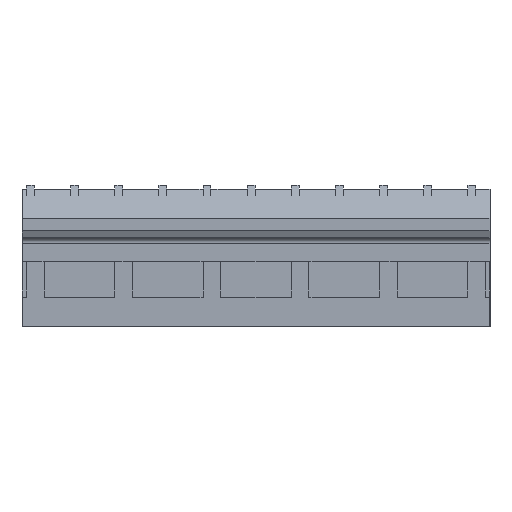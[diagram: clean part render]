
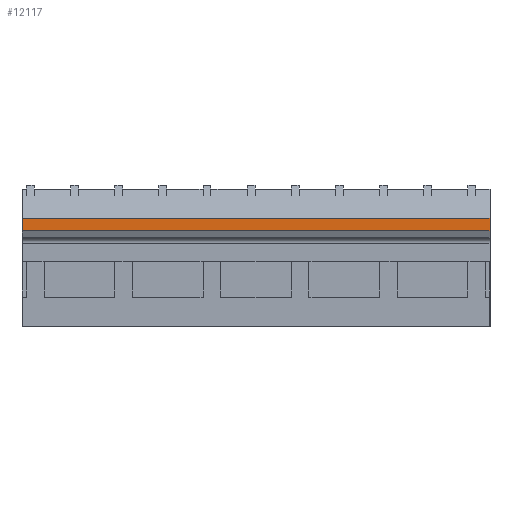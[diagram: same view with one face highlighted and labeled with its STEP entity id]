
A CAD part, front view. The second image highlights one B-rep face of the part: STEP entity #12117.
In plain terms, the highlighted planar face has unit normal (0, -1, 0).
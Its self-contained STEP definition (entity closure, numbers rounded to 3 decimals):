
#990 = VERTEX_POINT ( 'NONE', #4839 ) ;
#1129 = FACE_OUTER_BOUND ( 'NONE', #5945, .T. ) ;
#1189 = CARTESIAN_POINT ( 'NONE',  ( 84., 17.014, -12.883 ) ) ;
#1581 = ORIENTED_EDGE ( 'NONE', *, *, #3179, .T. ) ;
#1804 = CARTESIAN_POINT ( 'NONE',  ( 21.5, 17.014, -12.883 ) ) ;
#2355 = DIRECTION ( 'NONE',  ( 0., 0., 1. ) ) ;
#2845 = LINE ( 'NONE', #1189, #9990 ) ;
#3179 = EDGE_CURVE ( 'NONE', #4427, #990, #6407, .T. ) ;
#3238 = PLANE ( 'NONE',  #9631 ) ;
#3303 = DIRECTION ( 'NONE',  ( 0., 1., 0. ) ) ;
#3516 = VECTOR ( 'NONE', #4500, 1000. ) ;
#4197 = ORIENTED_EDGE ( 'NONE', *, *, #7618, .F. ) ;
#4427 = VERTEX_POINT ( 'NONE', #9212 ) ;
#4500 = DIRECTION ( 'NONE',  ( 0., 0., 1. ) ) ;
#4692 = CARTESIAN_POINT ( 'NONE',  ( 74.5, 17.014, -11.483 ) ) ;
#4839 = CARTESIAN_POINT ( 'NONE',  ( 21.5, 17.014, -11.483 ) ) ;
#5250 = VERTEX_POINT ( 'NONE', #12185 ) ;
#5326 = LINE ( 'NONE', #5532, #3516 ) ;
#5532 = CARTESIAN_POINT ( 'NONE',  ( 21.5, 17.014, -12.883 ) ) ;
#5945 = EDGE_LOOP ( 'NONE', ( #12851, #12698, #4197, #1581 ) ) ;
#6407 = LINE ( 'NONE', #10698, #11889 ) ;
#6940 = DIRECTION ( 'NONE',  ( -1., 0., 0. ) ) ;
#7078 = VERTEX_POINT ( 'NONE', #1804 ) ;
#7618 = EDGE_CURVE ( 'NONE', #4427, #5250, #12993, .T. ) ;
#7699 = EDGE_CURVE ( 'NONE', #5250, #7078, #2845, .T. ) ;
#7841 = DIRECTION ( 'NONE',  ( 0., 0., -1. ) ) ;
#9212 = CARTESIAN_POINT ( 'NONE',  ( 74.5, 17.014, -11.483 ) ) ;
#9631 = AXIS2_PLACEMENT_3D ( 'NONE', #12493, #3303, #2355 ) ;
#9990 = VECTOR ( 'NONE', #6940, 1000. ) ;
#10653 = EDGE_CURVE ( 'NONE', #7078, #990, #5326, .T. ) ;
#10698 = CARTESIAN_POINT ( 'NONE',  ( 84., 17.014, -11.483 ) ) ;
#11783 = DIRECTION ( 'NONE',  ( -1., 0., 0. ) ) ;
#11889 = VECTOR ( 'NONE', #11783, 1000. ) ;
#12117 = ADVANCED_FACE ( 'NONE', ( #1129 ), #3238, .F. ) ;
#12185 = CARTESIAN_POINT ( 'NONE',  ( 74.5, 17.014, -12.883 ) ) ;
#12493 = CARTESIAN_POINT ( 'NONE',  ( 84., 17.014, -12.883 ) ) ;
#12597 = VECTOR ( 'NONE', #7841, 1000. ) ;
#12698 = ORIENTED_EDGE ( 'NONE', *, *, #7699, .F. ) ;
#12851 = ORIENTED_EDGE ( 'NONE', *, *, #10653, .F. ) ;
#12993 = LINE ( 'NONE', #4692, #12597 ) ;
